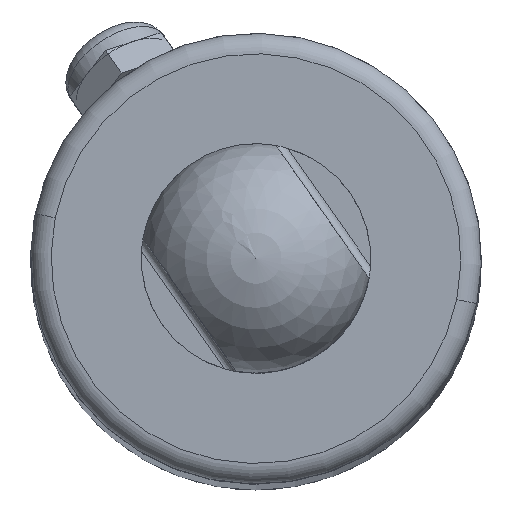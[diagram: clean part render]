
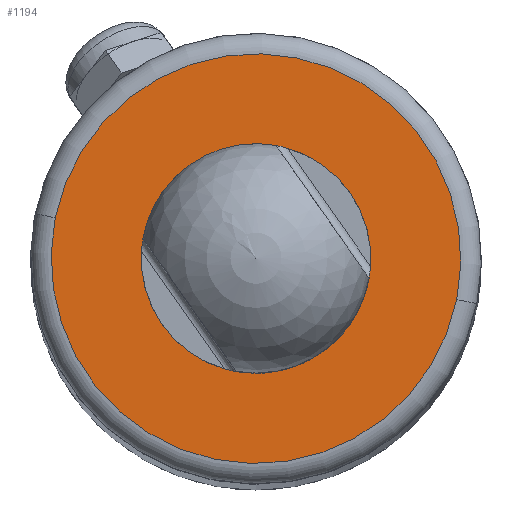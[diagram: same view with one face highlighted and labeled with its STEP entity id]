
A CAD part, top view. The second image highlights one B-rep face of the part: STEP entity #1194.
In plain terms, the highlighted planar face has unit normal (0, 0, 1).
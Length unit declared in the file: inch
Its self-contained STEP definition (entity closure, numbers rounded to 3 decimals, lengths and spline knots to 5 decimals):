
#135 = CARTESIAN_POINT ( 'NONE',  ( 0.17745, 0.26741, 7.79555 ) ) ;
#182 = AXIS2_PLACEMENT_3D ( 'NONE', #135, #1491, #5399 ) ;
#483 = VERTEX_POINT ( 'NONE', #1831 ) ;
#503 = AXIS2_PLACEMENT_3D ( 'NONE', #4420, #4006, #1368 ) ;
#939 = ORIENTED_EDGE ( 'NONE', *, *, #2964, .T. ) ;
#953 = VERTEX_POINT ( 'NONE', #1628 ) ;
#1194 = ADVANCED_FACE ( 'NONE', ( #5519 ), #2245, .T. ) ;
#1368 = DIRECTION ( 'NONE',  ( 0.98, -0.2, 0. ) ) ;
#1491 = DIRECTION ( 'NONE',  ( 0., 0., 1. ) ) ;
#1628 = CARTESIAN_POINT ( 'NONE',  ( 1.14189, 0.07093, 7.79555 ) ) ;
#1831 = CARTESIAN_POINT ( 'NONE',  ( -0.78699, 0.4639, 7.79555 ) ) ;
#2043 = DIRECTION ( 'NONE',  ( 0., 0., 1. ) ) ;
#2245 = PLANE ( 'NONE',  #503 ) ;
#2744 = EDGE_LOOP ( 'NONE', ( #4502, #939 ) ) ;
#2958 = AXIS2_PLACEMENT_3D ( 'NONE', #3340, #2043, #5082 ) ;
#2964 = EDGE_CURVE ( 'NONE', #483, #953, #3224, .T. ) ;
#3224 = CIRCLE ( 'NONE', #182, 0.98425 ) ;
#3340 = CARTESIAN_POINT ( 'NONE',  ( 0.17745, 0.26741, 7.79555 ) ) ;
#3379 = EDGE_CURVE ( 'NONE', #953, #483, #4322, .T. ) ;
#4006 = DIRECTION ( 'NONE',  ( 0., 0., 1. ) ) ;
#4322 = CIRCLE ( 'NONE', #2958, 0.98425 ) ;
#4420 = CARTESIAN_POINT ( 'NONE',  ( 0.17745, 0.26741, 7.79555 ) ) ;
#4502 = ORIENTED_EDGE ( 'NONE', *, *, #3379, .T. ) ;
#5082 = DIRECTION ( 'NONE',  ( 0.98, -0.2, 0. ) ) ;
#5399 = DIRECTION ( 'NONE',  ( 0.98, -0.2, 0. ) ) ;
#5519 = FACE_OUTER_BOUND ( 'NONE', #2744, .T. ) ;
